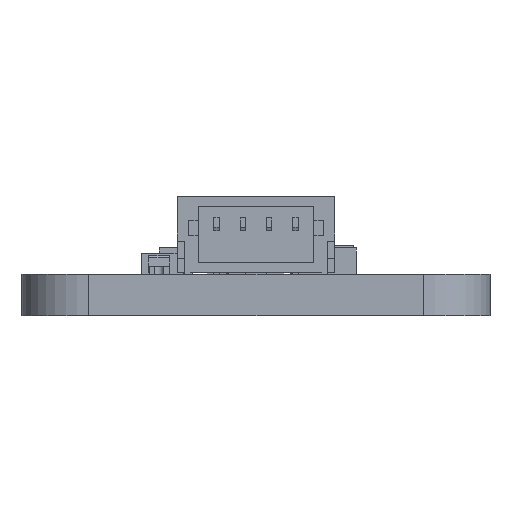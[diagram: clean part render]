
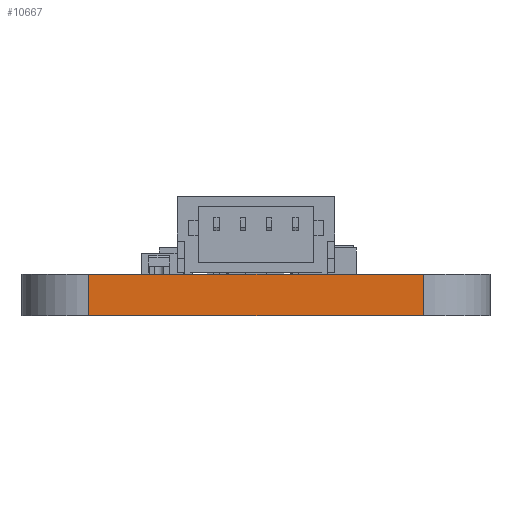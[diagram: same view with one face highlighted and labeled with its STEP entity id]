
A CAD part, left-side view. The second image highlights one B-rep face of the part: STEP entity #10667.
In plain terms, the highlighted planar face has unit normal (-1, 0, 0).
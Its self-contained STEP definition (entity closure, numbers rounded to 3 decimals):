
#198=PLANE('',#11442);
#708=FACE_OUTER_BOUND('',#1280,.T.);
#1280=EDGE_LOOP('',(#7240,#7241,#7242,#7243));
#1919=LINE('',#15195,#3216);
#1920=LINE('',#15198,#3217);
#1921=LINE('',#15200,#3218);
#1922=LINE('',#15201,#3219);
#3216=VECTOR('',#12363,10.);
#3217=VECTOR('',#12366,10.);
#3218=VECTOR('',#12367,10.);
#3219=VECTOR('',#12368,10.);
#4719=VERTEX_POINT('',#15191);
#4720=VERTEX_POINT('',#15193);
#4721=VERTEX_POINT('',#15197);
#4722=VERTEX_POINT('',#15199);
#5723=EDGE_CURVE('',#4719,#4720,#1919,.T.);
#5724=EDGE_CURVE('',#4721,#4719,#1920,.T.);
#5725=EDGE_CURVE('',#4722,#4720,#1921,.T.);
#5726=EDGE_CURVE('',#4721,#4722,#1922,.T.);
#7240=ORIENTED_EDGE('',*,*,#5724,.T.);
#7241=ORIENTED_EDGE('',*,*,#5723,.T.);
#7242=ORIENTED_EDGE('',*,*,#5725,.F.);
#7243=ORIENTED_EDGE('',*,*,#5726,.F.);
#10667=ADVANCED_FACE('',(#708),#198,.T.);
#11442=AXIS2_PLACEMENT_3D('',#15196,#12364,#12365);
#12363=DIRECTION('',(0.,0.,1.));
#12364=DIRECTION('center_axis',(-1.,0.,0.));
#12365=DIRECTION('ref_axis',(0.,-1.,0.));
#12366=DIRECTION('',(0.,-1.,0.));
#12367=DIRECTION('',(0.,-1.,0.));
#12368=DIRECTION('',(0.,0.,1.));
#15191=CARTESIAN_POINT('',(0.,2.54,0.));
#15193=CARTESIAN_POINT('',(0.,2.54,1.57));
#15195=CARTESIAN_POINT('',(0.,2.54,0.));
#15196=CARTESIAN_POINT('Origin',(0.,15.24,0.));
#15197=CARTESIAN_POINT('',(0.,15.24,0.));
#15198=CARTESIAN_POINT('',(0.,15.24,0.));
#15199=CARTESIAN_POINT('',(0.,15.24,1.57));
#15200=CARTESIAN_POINT('',(0.,15.24,1.57));
#15201=CARTESIAN_POINT('',(0.,15.24,0.));
